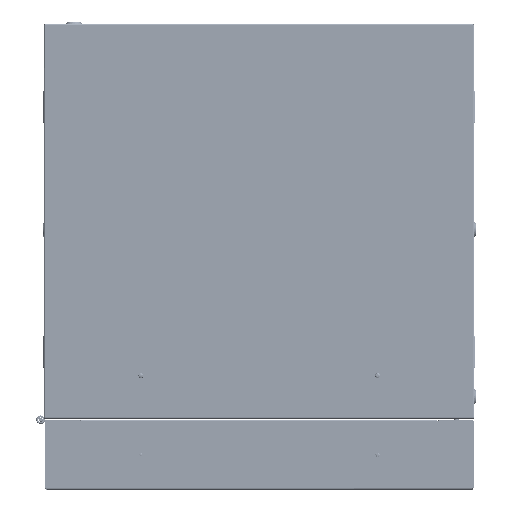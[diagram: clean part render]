
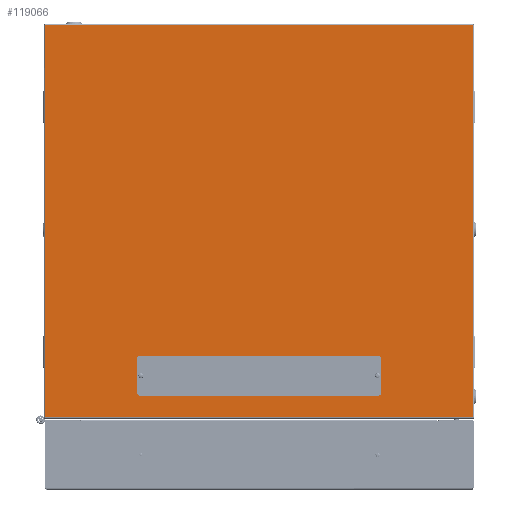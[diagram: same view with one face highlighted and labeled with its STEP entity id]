
A CAD part, front view. The second image highlights one B-rep face of the part: STEP entity #119066.
In plain terms, the highlighted face is planar.
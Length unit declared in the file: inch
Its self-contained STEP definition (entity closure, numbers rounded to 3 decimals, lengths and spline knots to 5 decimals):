
#734 = CARTESIAN_POINT ( 'NONE',  ( 6.10236, 7.28346, 1.25984 ) ) ;
#2788 = VECTOR ( 'NONE', #37053, 39.37008 ) ;
#5157 = VERTEX_POINT ( 'NONE', #133533 ) ;
#6572 = EDGE_CURVE ( 'NONE', #98783, #16582, #48835, .T. ) ;
#7369 = CARTESIAN_POINT ( 'NONE',  ( -11.76378, 7.28346, 21.58661 ) ) ;
#9435 = EDGE_CURVE ( 'NONE', #68060, #79106, #128908, .T. ) ;
#10150 = PLANE ( 'NONE',  #79131 ) ;
#11025 = DIRECTION ( 'NONE',  ( 0., 0., -1. ) ) ;
#11225 = VECTOR ( 'NONE', #47384, 39.37008 ) ;
#11911 = ORIENTED_EDGE ( 'NONE', *, *, #19937, .T. ) ;
#13635 = CARTESIAN_POINT ( 'NONE',  ( 11.74409, 7.28346, 0. ) ) ;
#14388 = LINE ( 'NONE', #13635, #2788 ) ;
#16096 = CARTESIAN_POINT ( 'NONE',  ( 6.10236, 7.28346, 3.46457 ) ) ;
#16237 = ORIENTED_EDGE ( 'NONE', *, *, #67294, .T. ) ;
#16582 = VERTEX_POINT ( 'NONE', #50872 ) ;
#16808 = VECTOR ( 'NONE', #135892, 39.37008 ) ;
#17727 = DIRECTION ( 'NONE',  ( 1., 0., 0. ) ) ;
#17887 = CARTESIAN_POINT ( 'NONE',  ( 6.49606, 7.28346, 2.3622 ) ) ;
#18226 = CARTESIAN_POINT ( 'NONE',  ( 6.29921, 7.28346, 3.26772 ) ) ;
#18248 = EDGE_CURVE ( 'NONE', #23257, #113843, #20039, .T. ) ;
#19582 = VERTEX_POINT ( 'NONE', #52107 ) ;
#19682 = CARTESIAN_POINT ( 'NONE',  ( -11.74409, 7.28346, 21.58661 ) ) ;
#19937 = EDGE_CURVE ( 'NONE', #19582, #68060, #139669, .T. ) ;
#20039 = CIRCLE ( 'NONE', #75571, 0.06299 ) ;
#20175 = DIRECTION ( 'NONE',  ( 1., 0., 0. ) ) ;
#20889 = VERTEX_POINT ( 'NONE', #77106 ) ;
#22884 = AXIS2_PLACEMENT_3D ( 'NONE', #118088, #93171, #37896 ) ;
#23257 = VERTEX_POINT ( 'NONE', #60183 ) ;
#23434 = VERTEX_POINT ( 'NONE', #99453 ) ;
#23895 = DIRECTION ( 'NONE',  ( 0., 0., 1. ) ) ;
#25334 = VECTOR ( 'NONE', #11025, 39.37008 ) ;
#26065 = ORIENTED_EDGE ( 'NONE', *, *, #6572, .T. ) ;
#26738 = ORIENTED_EDGE ( 'NONE', *, *, #34463, .T. ) ;
#27106 = CARTESIAN_POINT ( 'NONE',  ( -6.49606, 7.28346, 2.3622 ) ) ;
#29078 = CIRCLE ( 'NONE', #31442, 0.06299 ) ;
#31127 = CARTESIAN_POINT ( 'NONE',  ( -11.74409, 7.28346, 0. ) ) ;
#31442 = AXIS2_PLACEMENT_3D ( 'NONE', #57946, #67832, #23895 ) ;
#31599 = ORIENTED_EDGE ( 'NONE', *, *, #103603, .T. ) ;
#32613 = LINE ( 'NONE', #31127, #96919 ) ;
#33842 = EDGE_CURVE ( 'NONE', #23434, #91846, #32613, .T. ) ;
#34459 = EDGE_CURVE ( 'NONE', #142244, #23434, #110961, .T. ) ;
#34463 = EDGE_CURVE ( 'NONE', #91846, #89134, #88276, .T. ) ;
#34750 = EDGE_CURVE ( 'NONE', #113843, #23257, #29078, .T. ) ;
#35328 = CARTESIAN_POINT ( 'NONE',  ( 11.74409, 7.28346, 21.58661 ) ) ;
#35766 = DIRECTION ( 'NONE',  ( 0., 1., 0. ) ) ;
#36123 = CARTESIAN_POINT ( 'NONE',  ( -11.76378, 7.28346, 1.25984 ) ) ;
#37053 = DIRECTION ( 'NONE',  ( 0., 0., -1. ) ) ;
#37896 = DIRECTION ( 'NONE',  ( 0., 0., 1. ) ) ;
#38595 = CARTESIAN_POINT ( 'NONE',  ( 6.10236, 7.28346, 3.26772 ) ) ;
#39828 = DIRECTION ( 'NONE',  ( 0., -1., 0. ) ) ;
#39940 = ORIENTED_EDGE ( 'NONE', *, *, #64639, .T. ) ;
#40230 = DIRECTION ( 'NONE',  ( 0., -1., 0. ) ) ;
#40554 = CARTESIAN_POINT ( 'NONE',  ( -6.10236, 7.28346, 3.26772 ) ) ;
#42020 = CARTESIAN_POINT ( 'NONE',  ( 6.49606, 7.28346, 2.3622 ) ) ;
#44618 = CARTESIAN_POINT ( 'NONE',  ( -6.49606, 7.28346, 2.29921 ) ) ;
#46063 = CARTESIAN_POINT ( 'NONE',  ( 6.49606, 7.28346, 2.4252 ) ) ;
#47384 = DIRECTION ( 'NONE',  ( 0., 0., 1. ) ) ;
#48835 = CIRCLE ( 'NONE', #126127, 0.06299 ) ;
#50872 = CARTESIAN_POINT ( 'NONE',  ( 6.49606, 7.28346, 2.29921 ) ) ;
#51285 = DIRECTION ( 'NONE',  ( 0., 0., 1. ) ) ;
#51585 = CARTESIAN_POINT ( 'NONE',  ( 6.10236, 7.28346, 1.45669 ) ) ;
#52107 = CARTESIAN_POINT ( 'NONE',  ( -6.10236, 7.28346, 1.25984 ) ) ;
#53708 = ORIENTED_EDGE ( 'NONE', *, *, #18248, .T. ) ;
#54867 = DIRECTION ( 'NONE',  ( 0., -1., 0. ) ) ;
#57149 = ORIENTED_EDGE ( 'NONE', *, *, #34750, .T. ) ;
#57946 = CARTESIAN_POINT ( 'NONE',  ( -6.49606, 7.28346, 2.3622 ) ) ;
#59508 = LINE ( 'NONE', #105639, #11225 ) ;
#60183 = CARTESIAN_POINT ( 'NONE',  ( -6.49606, 7.28346, 2.4252 ) ) ;
#61749 = DIRECTION ( 'NONE',  ( 0., 0., 1. ) ) ;
#64100 = CARTESIAN_POINT ( 'NONE',  ( -11.76378, 7.28346, 0.06693 ) ) ;
#64483 = CARTESIAN_POINT ( 'NONE',  ( -6.29921, 7.28346, 3.26772 ) ) ;
#64562 = EDGE_CURVE ( 'NONE', #79106, #110848, #59508, .T. ) ;
#64639 = EDGE_CURVE ( 'NONE', #16582, #98783, #148778, .T. ) ;
#64950 = CARTESIAN_POINT ( 'NONE',  ( 11.74409, 7.28346, 0.06693 ) ) ;
#67294 = EDGE_CURVE ( 'NONE', #89134, #142244, #14388, .T. ) ;
#67832 = DIRECTION ( 'NONE',  ( 0., -1., 0. ) ) ;
#68060 = VERTEX_POINT ( 'NONE', #734 ) ;
#69631 = VECTOR ( 'NONE', #20175, 39.37008 ) ;
#69646 = ORIENTED_EDGE ( 'NONE', *, *, #104744, .T. ) ;
#69863 = DIRECTION ( 'NONE',  ( 0., 0., 1. ) ) ;
#70176 = CIRCLE ( 'NONE', #89477, 0.19685 ) ;
#71051 = CARTESIAN_POINT ( 'NONE',  ( 6.29921, 7.28346, 1.45669 ) ) ;
#71578 = AXIS2_PLACEMENT_3D ( 'NONE', #42020, #98021, #61749 ) ;
#71605 = CIRCLE ( 'NONE', #90801, 0.19685 ) ;
#71945 = ORIENTED_EDGE ( 'NONE', *, *, #72451, .T. ) ;
#72451 = EDGE_CURVE ( 'NONE', #5157, #97349, #71605, .T. ) ;
#75571 = AXIS2_PLACEMENT_3D ( 'NONE', #27106, #86878, #51285 ) ;
#77106 = CARTESIAN_POINT ( 'NONE',  ( -6.29921, 7.28346, 1.45669 ) ) ;
#79106 = VERTEX_POINT ( 'NONE', #71051 ) ;
#79131 = AXIS2_PLACEMENT_3D ( 'NONE', #80464, #35766, #69863 ) ;
#80464 = CARTESIAN_POINT ( 'NONE',  ( -11.76378, 7.28346, 0. ) ) ;
#81941 = FACE_OUTER_BOUND ( 'NONE', #113691, .T. ) ;
#86878 = DIRECTION ( 'NONE',  ( 0., -1., 0. ) ) ;
#88137 = CIRCLE ( 'NONE', #22884, 0.19685 ) ;
#88276 = LINE ( 'NONE', #7369, #69631 ) ;
#89134 = VERTEX_POINT ( 'NONE', #35328 ) ;
#89477 = AXIS2_PLACEMENT_3D ( 'NONE', #38595, #105945, #130822 ) ;
#90801 = AXIS2_PLACEMENT_3D ( 'NONE', #40554, #54867, #146326 ) ;
#91340 = VECTOR ( 'NONE', #135095, 39.37008 ) ;
#91846 = VERTEX_POINT ( 'NONE', #19682 ) ;
#93171 = DIRECTION ( 'NONE',  ( 0., -1., 0. ) ) ;
#93270 = FACE_BOUND ( 'NONE', #121747, .T. ) ;
#94261 = EDGE_LOOP ( 'NONE', ( #26065, #39940 ) ) ;
#96919 = VECTOR ( 'NONE', #144524, 39.37008 ) ;
#97349 = VERTEX_POINT ( 'NONE', #64483 ) ;
#98021 = DIRECTION ( 'NONE',  ( 0., -1., 0. ) ) ;
#98258 = ORIENTED_EDGE ( 'NONE', *, *, #64562, .T. ) ;
#98783 = VERTEX_POINT ( 'NONE', #46063 ) ;
#99172 = EDGE_CURVE ( 'NONE', #20889, #19582, #88137, .T. ) ;
#99453 = CARTESIAN_POINT ( 'NONE',  ( -11.74409, 7.28346, 0.06693 ) ) ;
#99599 = ORIENTED_EDGE ( 'NONE', *, *, #33842, .T. ) ;
#102526 = LINE ( 'NONE', #148576, #25334 ) ;
#103603 = EDGE_CURVE ( 'NONE', #110848, #128664, #70176, .T. ) ;
#104744 = EDGE_CURVE ( 'NONE', #128664, #5157, #149451, .T. ) ;
#105639 = CARTESIAN_POINT ( 'NONE',  ( 6.29921, 7.28346, 0. ) ) ;
#105945 = DIRECTION ( 'NONE',  ( 0., -1., 0. ) ) ;
#110812 = ORIENTED_EDGE ( 'NONE', *, *, #143067, .T. ) ;
#110848 = VERTEX_POINT ( 'NONE', #18226 ) ;
#110961 = LINE ( 'NONE', #64100, #91340 ) ;
#113691 = EDGE_LOOP ( 'NONE', ( #122238, #99599, #26738, #16237 ) ) ;
#113843 = VERTEX_POINT ( 'NONE', #44618 ) ;
#114004 = CARTESIAN_POINT ( 'NONE',  ( -11.76378, 7.28346, 3.46457 ) ) ;
#118088 = CARTESIAN_POINT ( 'NONE',  ( -6.10236, 7.28346, 1.45669 ) ) ;
#119066 = ADVANCED_FACE ( 'NONE', ( #147704, #93270, #139315, #81941 ), #10150, .T. ) ;
#121164 = DIRECTION ( 'NONE',  ( 0., 0., 1. ) ) ;
#121411 = VECTOR ( 'NONE', #17727, 39.37008 ) ;
#121747 = EDGE_LOOP ( 'NONE', ( #143378, #11911, #138123, #98258, #31599, #69646, #71945, #110812 ) ) ;
#122238 = ORIENTED_EDGE ( 'NONE', *, *, #34459, .T. ) ;
#126127 = AXIS2_PLACEMENT_3D ( 'NONE', #17887, #39828, #132816 ) ;
#128664 = VERTEX_POINT ( 'NONE', #16096 ) ;
#128908 = CIRCLE ( 'NONE', #131398, 0.19685 ) ;
#130822 = DIRECTION ( 'NONE',  ( 0., 0., 1. ) ) ;
#131398 = AXIS2_PLACEMENT_3D ( 'NONE', #51585, #40230, #121164 ) ;
#132816 = DIRECTION ( 'NONE',  ( 0., 0., 1. ) ) ;
#133457 = EDGE_LOOP ( 'NONE', ( #53708, #57149 ) ) ;
#133533 = CARTESIAN_POINT ( 'NONE',  ( -6.10236, 7.28346, 3.46457 ) ) ;
#135095 = DIRECTION ( 'NONE',  ( -1., 0., 0. ) ) ;
#135892 = DIRECTION ( 'NONE',  ( -1., 0., 0. ) ) ;
#138123 = ORIENTED_EDGE ( 'NONE', *, *, #9435, .T. ) ;
#139315 = FACE_BOUND ( 'NONE', #94261, .T. ) ;
#139669 = LINE ( 'NONE', #36123, #121411 ) ;
#142244 = VERTEX_POINT ( 'NONE', #64950 ) ;
#143067 = EDGE_CURVE ( 'NONE', #97349, #20889, #102526, .T. ) ;
#143378 = ORIENTED_EDGE ( 'NONE', *, *, #99172, .T. ) ;
#144524 = DIRECTION ( 'NONE',  ( 0., 0., 1. ) ) ;
#146326 = DIRECTION ( 'NONE',  ( 0., 0., 1. ) ) ;
#147704 = FACE_BOUND ( 'NONE', #133457, .T. ) ;
#148576 = CARTESIAN_POINT ( 'NONE',  ( -6.29921, 7.28346, 0. ) ) ;
#148778 = CIRCLE ( 'NONE', #71578, 0.06299 ) ;
#149451 = LINE ( 'NONE', #114004, #16808 ) ;
